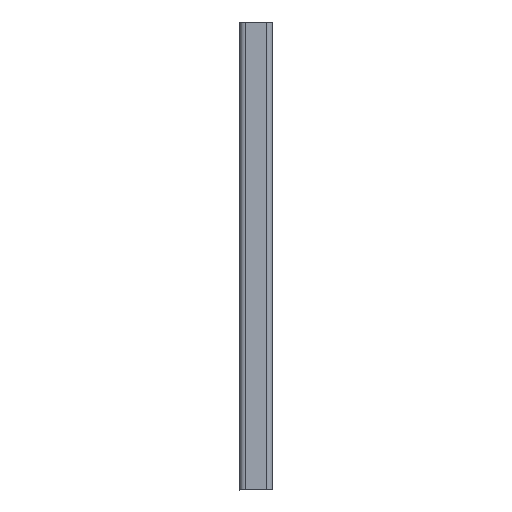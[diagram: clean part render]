
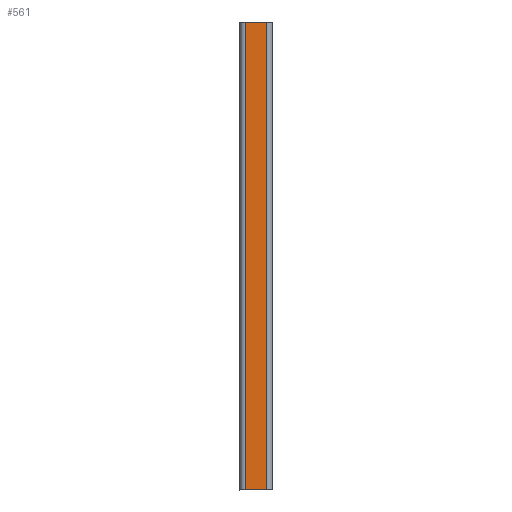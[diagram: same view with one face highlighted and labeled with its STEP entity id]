
A CAD part, left-side view. The second image highlights one B-rep face of the part: STEP entity #561.
In plain terms, the highlighted planar face has unit normal (-1, 0, 0).
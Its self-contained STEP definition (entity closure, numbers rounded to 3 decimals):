
#9 = VERTEX_POINT ( 'NONE', #1621 ) ;
#63 = FACE_OUTER_BOUND ( 'NONE', #125, .T. ) ;
#125 = EDGE_LOOP ( 'NONE', ( #994, #867, #1116, #939 ) ) ;
#174 = VERTEX_POINT ( 'NONE', #1741 ) ;
#306 = VECTOR ( 'NONE', #665, 1000. ) ;
#363 = LINE ( 'NONE', #811, #306 ) ;
#371 = VECTOR ( 'NONE', #714, 1000. ) ;
#426 = LINE ( 'NONE', #785, #478 ) ;
#471 = LINE ( 'NONE', #692, #371 ) ;
#478 = VECTOR ( 'NONE', #837, 1000. ) ;
#483 = VECTOR ( 'NONE', #796, 1000. ) ;
#490 = LINE ( 'NONE', #756, #483 ) ;
#561 = ADVANCED_FACE ( 'NONE', ( #63 ), #1648, .F. ) ;
#665 = DIRECTION ( 'NONE',  ( 0., 0., -1. ) ) ;
#692 = CARTESIAN_POINT ( 'NONE',  ( -20.5, 3.5, 1500. ) ) ;
#714 = DIRECTION ( 'NONE',  ( 0., 0., -1. ) ) ;
#756 = CARTESIAN_POINT ( 'NONE',  ( -20.5, 21., 150. ) ) ;
#785 = CARTESIAN_POINT ( 'NONE',  ( -20.5, 21., -150. ) ) ;
#796 = DIRECTION ( 'NONE',  ( 0., 1., 0. ) ) ;
#811 = CARTESIAN_POINT ( 'NONE',  ( -20.5, 17.5, 1500. ) ) ;
#837 = DIRECTION ( 'NONE',  ( 0., -1., 0. ) ) ;
#867 = ORIENTED_EDGE ( 'NONE', *, *, #1482, .T. ) ;
#939 = ORIENTED_EDGE ( 'NONE', *, *, #1485, .F. ) ;
#994 = ORIENTED_EDGE ( 'NONE', *, *, #1483, .T. ) ;
#1047 = VERTEX_POINT ( 'NONE', #1809 ) ;
#1079 = VERTEX_POINT ( 'NONE', #1658 ) ;
#1116 = ORIENTED_EDGE ( 'NONE', *, *, #1484, .T. ) ;
#1394 = AXIS2_PLACEMENT_3D ( 'NONE', #1832, #1707, #1773 ) ;
#1482 = EDGE_CURVE ( 'NONE', #1047, #174, #363, .T. ) ;
#1483 = EDGE_CURVE ( 'NONE', #1079, #1047, #490, .T. ) ;
#1484 = EDGE_CURVE ( 'NONE', #174, #9, #426, .T. ) ;
#1485 = EDGE_CURVE ( 'NONE', #1079, #9, #471, .T. ) ;
#1621 = CARTESIAN_POINT ( 'NONE',  ( -20.5, 3.5, -150. ) ) ;
#1648 = PLANE ( 'NONE',  #1394 ) ;
#1658 = CARTESIAN_POINT ( 'NONE',  ( -20.5, 3.5, 150. ) ) ;
#1707 = DIRECTION ( 'NONE',  ( 1., 0., 0. ) ) ;
#1741 = CARTESIAN_POINT ( 'NONE',  ( -20.5, 17.5, -150. ) ) ;
#1773 = DIRECTION ( 'NONE',  ( 0., 1., 0. ) ) ;
#1809 = CARTESIAN_POINT ( 'NONE',  ( -20.5, 17.5, 150. ) ) ;
#1832 = CARTESIAN_POINT ( 'NONE',  ( -20.5, 17.5, 1500. ) ) ;
